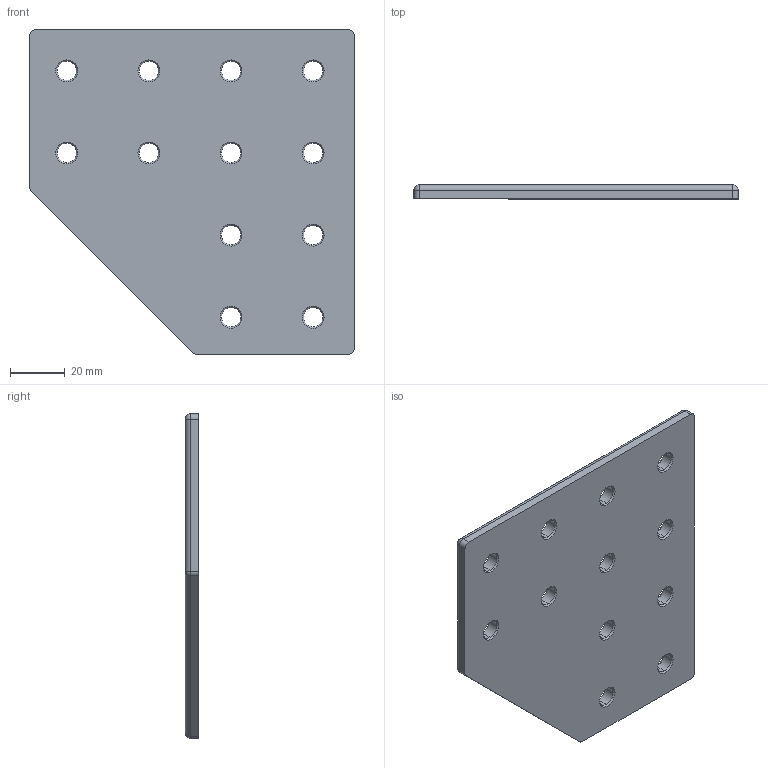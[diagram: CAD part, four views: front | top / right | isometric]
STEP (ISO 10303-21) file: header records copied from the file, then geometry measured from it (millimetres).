
FILE_DESCRIPTION(('STEP AP214'),'1');
FILE_NAME('fath_093vl120120d.stp','2017-09-19T14:52:45',('TraceParts'),('TraceParts S.A.'),'Spatial InterOp 3D',' ',' ');
FILE_SCHEMA(('automotive_design'));
Length unit declared in the file: millimetre
Products named in the file (1): fath_093vl120120d
Bounding box: 118.5 x 5 x 118.5 mm (x, y, z)
Volume: 58447.4 mm3; surface area: 26532.5 mm2
Topology: 1 solids, 1 shells, 94 faces, 218 edges, 121 vertices
Faces by surface type: cone 48, cylinder 34, plane 7, sphere 5
Entity records: 3434 total; most frequent: DIRECTION 519, CARTESIAN_POINT 429, ORIENTED_EDGE 426, EDGE_CURVE 213, AXIS2_PLACEMENT_3D 211, VERTEX_POINT 121, EDGE_LOOP 118, CIRCLE 116
